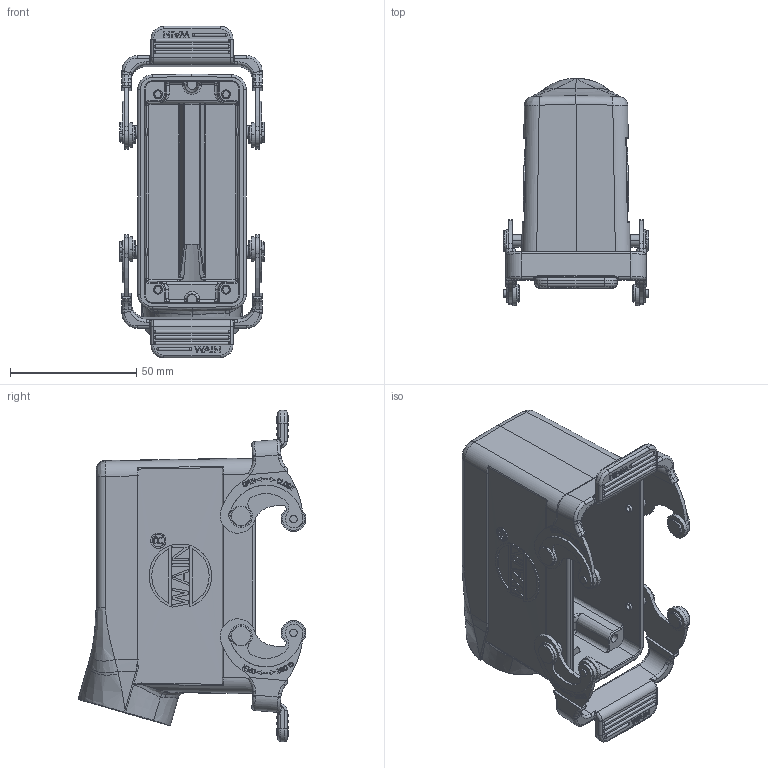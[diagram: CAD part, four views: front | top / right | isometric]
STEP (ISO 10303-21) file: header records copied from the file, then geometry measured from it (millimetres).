
FILE_DESCRIPTION(/* description */ (''),/* implementation_level */ '2;1');
FILE_NAME(/* name */ '3D_1240165411004_HV16B-SE-2L_SC-M32_V1.1.stp',/* time_stamp */ '2024-01-09T11:31:07+08:00',/* author */ (''),/* organization */ (''),/* preprocessor_version */ 'ST-DEVELOPER v18.1',/* originating_system */ 'SIEMENS PLM Software NX 1980',/* authorisation */ '');
FILE_SCHEMA (('AUTOMOTIVE_DESIGN { 1 0 10303 214 3 1 1 1 }'));
Products named in the file (1): 145928480B21yz6d
Bounding box: 57.5 x 90.23 x 131.3 mm (x, y, z)
Volume: 77756.9 mm3; surface area: 53610.6 mm2
Topology: 3 solids, 4 shells, 1684 faces, 4535 edges, 2991 vertices
Faces by surface type: plane 827, cylinder 462, torus 113, extrusion 90, bspline 74, cone 70, sphere 46, revolution 2
Full cylindrical faces by diameter (mm): 28 x1, 30.5 x1
Entity records: 59539 total; most frequent: CARTESIAN_POINT 18728, ORIENTED_EDGE 8966, DIRECTION 7680, EDGE_CURVE 4483, VERTEX_POINT 2989, AXIS2_PLACEMENT_3D 2699, VECTOR 2280, LINE 2190
